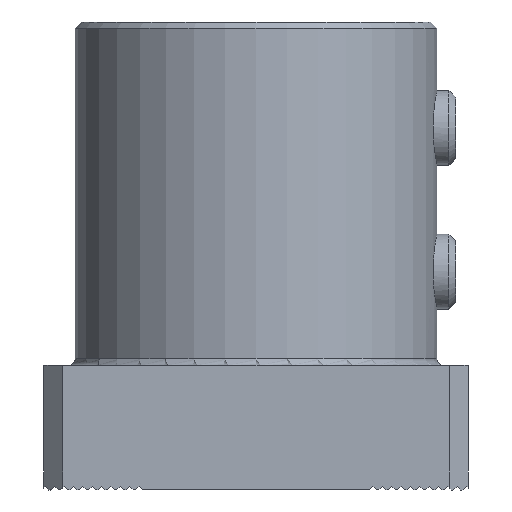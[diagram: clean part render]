
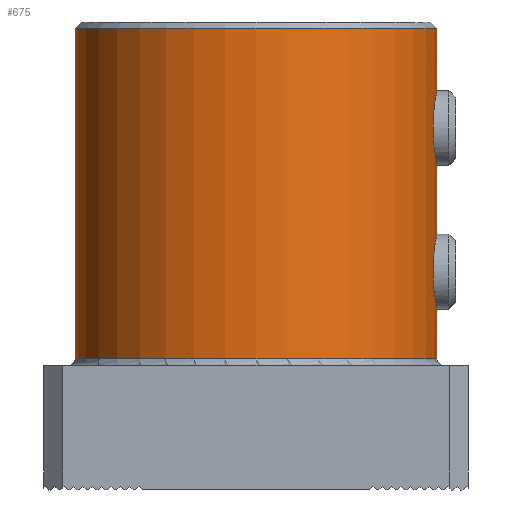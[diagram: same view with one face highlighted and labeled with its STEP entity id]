
A CAD part, left-side view. The second image highlights one B-rep face of the part: STEP entity #675.
In plain terms, the highlighted cylindrical face has radius 29 mm (diameter 58 mm), a full revolution.
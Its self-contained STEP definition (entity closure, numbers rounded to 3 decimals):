
#613=B_SPLINE_CURVE_WITH_KNOTS('',3,(#3138,#3139,#3140,#3141,#3142,#3143,
#3144,#3145,#3146,#3147,#3148,#3149,#3150,#3151,#3152,#3153,#3154,#3155),
 .UNSPECIFIED.,.T.,.F.,(2,2,2,2,2,2,2,2,2,2,2),(-0.125,0.,0.125,0.25,0.375,
0.5,0.625,0.75,0.875,1.,1.125),.UNSPECIFIED.);
#614=B_SPLINE_CURVE_WITH_KNOTS('',3,(#3157,#3158,#3159,#3160,#3161,#3162,
#3163,#3164,#3165,#3166,#3167,#3168,#3169,#3170,#3171,#3172,#3173,#3174),
 .UNSPECIFIED.,.T.,.F.,(2,2,2,2,2,2,2,2,2,2,2),(-0.125,0.,0.125,0.25,0.375,
0.5,0.625,0.75,0.875,1.,1.125),.UNSPECIFIED.);
#615=B_SPLINE_CURVE_WITH_KNOTS('',3,(#3180,#3181,#3182,#3183,#3184,#3185,
#3186,#3187,#3188,#3189,#3190,#3191,#3192,#3193,#3194,#3195,#3196,#3197),
 .UNSPECIFIED.,.T.,.F.,(2,2,2,2,2,2,2,2,2,2,2),(-0.125,0.,0.125,0.25,0.375,
0.5,0.625,0.75,0.875,1.,1.125),.UNSPECIFIED.);
#616=B_SPLINE_CURVE_WITH_KNOTS('',3,(#3199,#3200,#3201,#3202,#3203,#3204,
#3205,#3206,#3207,#3208,#3209,#3210,#3211,#3212,#3213,#3214,#3215,#3216),
 .UNSPECIFIED.,.T.,.F.,(2,2,2,2,2,2,2,2,2,2,2),(-0.125,0.,0.125,0.25,0.375,
0.5,0.625,0.75,0.875,1.,1.125),.UNSPECIFIED.);
#618=CYLINDRICAL_SURFACE('',#2364,29.);
#631=FACE_BOUND('',#1015,.T.);
#632=FACE_BOUND('',#1016,.T.);
#633=FACE_BOUND('',#1017,.T.);
#634=FACE_BOUND('',#1018,.T.);
#635=FACE_BOUND('',#1019,.T.);
#636=FACE_BOUND('',#1020,.T.);
#675=ADVANCED_FACE('',(#631,#632,#633,#634,#635,#636),#618,.T.);
#1015=EDGE_LOOP('',(#1165));
#1016=EDGE_LOOP('',(#1166));
#1017=EDGE_LOOP('',(#1167));
#1018=EDGE_LOOP('',(#1168));
#1019=EDGE_LOOP('',(#1169));
#1020=EDGE_LOOP('',(#1170));
#1165=ORIENTED_EDGE('',*,*,#2021,.F.);
#1166=ORIENTED_EDGE('',*,*,#2022,.F.);
#1167=ORIENTED_EDGE('',*,*,#2023,.T.);
#1168=ORIENTED_EDGE('',*,*,#2024,.T.);
#1169=ORIENTED_EDGE('',*,*,#2025,.F.);
#1170=ORIENTED_EDGE('',*,*,#2026,.F.);
#1802=VERTEX_POINT('',#3156);
#1803=VERTEX_POINT('',#3175);
#1804=VERTEX_POINT('',#3177);
#1805=VERTEX_POINT('',#3179);
#1806=VERTEX_POINT('',#3198);
#1807=VERTEX_POINT('',#3217);
#2021=EDGE_CURVE('',#1802,#1802,#613,.T.);
#2022=EDGE_CURVE('',#1803,#1803,#614,.T.);
#2023=EDGE_CURVE('',#1804,#1804,#2340,.T.);
#2024=EDGE_CURVE('',#1805,#1805,#2341,.T.);
#2025=EDGE_CURVE('',#1806,#1806,#615,.T.);
#2026=EDGE_CURVE('',#1807,#1807,#616,.T.);
#2340=CIRCLE('',#2362,29.);
#2341=CIRCLE('',#2363,29.);
#2362=AXIS2_PLACEMENT_3D('',#3176,#2533,#2534);
#2363=AXIS2_PLACEMENT_3D('',#3178,#2535,#2536);
#2364=AXIS2_PLACEMENT_3D('',#3218,#2537,#2538);
#2533=DIRECTION('',(0.,0.,1.));
#2534=DIRECTION('',(0.,-1.,0.));
#2535=DIRECTION('',(0.,0.,-1.));
#2536=DIRECTION('',(0.,-1.,0.));
#2537=DIRECTION('',(0.,0.,1.));
#2538=DIRECTION('',(0.,-1.,0.));
#3138=CARTESIAN_POINT('',(28.347,-6.151,34.174));
#3139=CARTESIAN_POINT('',(28.583,-4.94,31.243));
#3140=CARTESIAN_POINT('',(28.793,-3.753,30.064));
#3141=CARTESIAN_POINT('',(29.023,-0.864,28.86));
#3142=CARTESIAN_POINT('',(29.024,0.84,28.856));
#3143=CARTESIAN_POINT('',(28.795,3.736,30.05));
#3144=CARTESIAN_POINT('',(28.585,4.927,31.226));
#3145=CARTESIAN_POINT('',(28.348,6.147,34.151));
#3146=CARTESIAN_POINT('',(28.348,6.144,35.841));
#3147=CARTESIAN_POINT('',(28.581,4.949,38.736));
#3148=CARTESIAN_POINT('',(28.792,3.759,39.932));
#3149=CARTESIAN_POINT('',(29.023,0.869,41.14));
#3150=CARTESIAN_POINT('',(29.025,-0.825,41.15));
#3151=CARTESIAN_POINT('',(28.794,-3.749,39.944));
#3152=CARTESIAN_POINT('',(28.584,-4.934,38.755));
#3153=CARTESIAN_POINT('',(28.349,-6.139,35.87));
#3154=CARTESIAN_POINT('',(28.347,-6.151,34.174));
#3155=CARTESIAN_POINT('',(28.583,-4.94,31.243));
#3156=CARTESIAN_POINT('',(28.465,-5.545,32.709));
#3157=CARTESIAN_POINT('',(-1.59,-29.,52.));
#3158=CARTESIAN_POINT('',(1.59,-29.,52.));
#3159=CARTESIAN_POINT('',(3.14,-28.851,52.654));
#3160=CARTESIAN_POINT('',(5.347,-28.525,54.862));
#3161=CARTESIAN_POINT('',(5.999,-28.373,56.427));
#3162=CARTESIAN_POINT('',(6.001,-28.372,59.566));
#3163=CARTESIAN_POINT('',(5.358,-28.523,61.127));
#3164=CARTESIAN_POINT('',(3.129,-28.853,63.357));
#3165=CARTESIAN_POINT('',(1.571,-29.,63.999));
#3166=CARTESIAN_POINT('',(-1.566,-29.,64.001));
#3167=CARTESIAN_POINT('',(-3.132,-28.852,63.352));
#3168=CARTESIAN_POINT('',(-5.346,-28.525,61.141));
#3169=CARTESIAN_POINT('',(-5.999,-28.373,59.589));
#3170=CARTESIAN_POINT('',(-6.001,-28.372,56.42));
#3171=CARTESIAN_POINT('',(-5.348,-28.524,54.864));
#3172=CARTESIAN_POINT('',(-3.144,-28.851,52.657));
#3173=CARTESIAN_POINT('',(-1.59,-29.,52.));
#3174=CARTESIAN_POINT('',(1.59,-29.,52.));
#3175=CARTESIAN_POINT('',(0.,-29.,52.));
#3176=CARTESIAN_POINT('',(0.,0.,21.));
#3177=CARTESIAN_POINT('',(0.,-29.,21.));
#3178=CARTESIAN_POINT('',(0.,0.,74.));
#3179=CARTESIAN_POINT('',(0.,-29.,74.));
#3180=CARTESIAN_POINT('',(-1.59,-29.,29.));
#3181=CARTESIAN_POINT('',(1.59,-29.,29.));
#3182=CARTESIAN_POINT('',(3.14,-28.851,29.654));
#3183=CARTESIAN_POINT('',(5.347,-28.525,31.862));
#3184=CARTESIAN_POINT('',(5.999,-28.373,33.427));
#3185=CARTESIAN_POINT('',(6.001,-28.372,36.566));
#3186=CARTESIAN_POINT('',(5.358,-28.523,38.127));
#3187=CARTESIAN_POINT('',(3.129,-28.853,40.357));
#3188=CARTESIAN_POINT('',(1.571,-29.,40.999));
#3189=CARTESIAN_POINT('',(-1.566,-29.,41.001));
#3190=CARTESIAN_POINT('',(-3.132,-28.852,40.352));
#3191=CARTESIAN_POINT('',(-5.346,-28.525,38.141));
#3192=CARTESIAN_POINT('',(-5.999,-28.373,36.589));
#3193=CARTESIAN_POINT('',(-6.001,-28.372,33.42));
#3194=CARTESIAN_POINT('',(-5.348,-28.524,31.864));
#3195=CARTESIAN_POINT('',(-3.144,-28.851,29.657));
#3196=CARTESIAN_POINT('',(-1.59,-29.,29.));
#3197=CARTESIAN_POINT('',(1.59,-29.,29.));
#3198=CARTESIAN_POINT('',(0.,-29.,29.));
#3199=CARTESIAN_POINT('',(28.347,-6.151,57.174));
#3200=CARTESIAN_POINT('',(28.583,-4.94,54.243));
#3201=CARTESIAN_POINT('',(28.793,-3.753,53.064));
#3202=CARTESIAN_POINT('',(29.023,-0.864,51.86));
#3203=CARTESIAN_POINT('',(29.024,0.84,51.856));
#3204=CARTESIAN_POINT('',(28.795,3.736,53.05));
#3205=CARTESIAN_POINT('',(28.585,4.927,54.226));
#3206=CARTESIAN_POINT('',(28.348,6.147,57.151));
#3207=CARTESIAN_POINT('',(28.348,6.144,58.841));
#3208=CARTESIAN_POINT('',(28.581,4.949,61.736));
#3209=CARTESIAN_POINT('',(28.792,3.759,62.932));
#3210=CARTESIAN_POINT('',(29.023,0.869,64.14));
#3211=CARTESIAN_POINT('',(29.025,-0.825,64.15));
#3212=CARTESIAN_POINT('',(28.794,-3.749,62.944));
#3213=CARTESIAN_POINT('',(28.584,-4.934,61.755));
#3214=CARTESIAN_POINT('',(28.349,-6.139,58.87));
#3215=CARTESIAN_POINT('',(28.347,-6.151,57.174));
#3216=CARTESIAN_POINT('',(28.583,-4.94,54.243));
#3217=CARTESIAN_POINT('',(28.465,-5.545,55.709));
#3218=CARTESIAN_POINT('',(0.,0.,75.));
